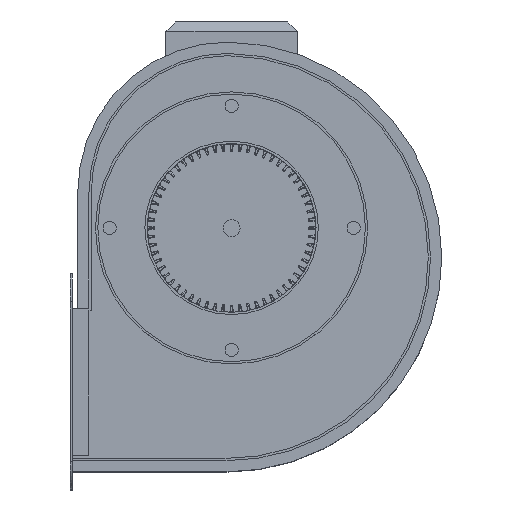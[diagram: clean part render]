
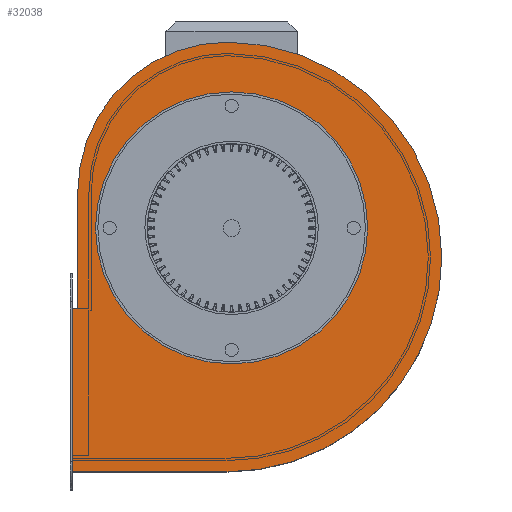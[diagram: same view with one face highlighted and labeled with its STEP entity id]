
A CAD part, top view. The second image highlights one B-rep face of the part: STEP entity #32038.
In plain terms, the highlighted planar face has unit normal (0, 0, 1).
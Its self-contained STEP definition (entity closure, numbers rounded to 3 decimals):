
#438 = VECTOR ( 'NONE', #17487, 1000. ) ;
#609 = ORIENTED_EDGE ( 'NONE', *, *, #15012, .F. ) ;
#645 = AXIS2_PLACEMENT_3D ( 'NONE', #17578, #10005, #38881 ) ;
#2351 = LINE ( 'NONE', #9748, #438 ) ;
#2361 = ORIENTED_EDGE ( 'NONE', *, *, #14171, .F. ) ;
#2824 = EDGE_LOOP ( 'NONE', ( #15253, #36883, #609, #29410, #24360, #28424, #3656 ) ) ;
#3102 = AXIS2_PLACEMENT_3D ( 'NONE', #7258, #11389, #47887 ) ;
#3656 = ORIENTED_EDGE ( 'NONE', *, *, #13724, .T. ) ;
#4177 = VERTEX_POINT ( 'NONE', #12209 ) ;
#5739 = DIRECTION ( 'NONE',  ( -1., 0., 0. ) ) ;
#6098 = AXIS2_PLACEMENT_3D ( 'NONE', #35708, #31033, #44252 ) ;
#6520 = DIRECTION ( 'NONE',  ( 0., 0., -1. ) ) ;
#6561 = VERTEX_POINT ( 'NONE', #39565 ) ;
#7258 = CARTESIAN_POINT ( 'NONE',  ( 0., 0., 44. ) ) ;
#7902 = CIRCLE ( 'NONE', #6098, 114.501 ) ;
#9748 = CARTESIAN_POINT ( 'NONE',  ( 0., -42.8, 44. ) ) ;
#10005 = DIRECTION ( 'NONE',  ( 0., 0., 1. ) ) ;
#10366 = EDGE_CURVE ( 'NONE', #16558, #13349, #24298, .T. ) ;
#11032 = CARTESIAN_POINT ( 'NONE',  ( -2., 99., 44. ) ) ;
#11128 = EDGE_LOOP ( 'NONE', ( #2361, #21100 ) ) ;
#11389 = DIRECTION ( 'NONE',  ( 0., 0., 1. ) ) ;
#12209 = CARTESIAN_POINT ( 'NONE',  ( -72.5, 0., 44. ) ) ;
#12357 = CARTESIAN_POINT ( 'NONE',  ( 0., 0., 44. ) ) ;
#12836 = DIRECTION ( 'NONE',  ( 0., -1., 0. ) ) ;
#13062 = CIRCLE ( 'NONE', #3102, 72.5 ) ;
#13068 = LINE ( 'NONE', #24608, #29819 ) ;
#13349 = VERTEX_POINT ( 'NONE', #14821 ) ;
#13522 = EDGE_CURVE ( 'NONE', #6561, #47005, #32611, .T. ) ;
#13724 = EDGE_CURVE ( 'NONE', #6561, #41794, #44931, .T. ) ;
#14171 = EDGE_CURVE ( 'NONE', #4177, #52632, #33826, .T. ) ;
#14439 = VERTEX_POINT ( 'NONE', #48465 ) ;
#14821 = CARTESIAN_POINT ( 'NONE',  ( -3., -130., 44. ) ) ;
#15012 = EDGE_CURVE ( 'NONE', #13349, #24811, #42834, .T. ) ;
#15253 = ORIENTED_EDGE ( 'NONE', *, *, #22243, .T. ) ;
#16491 = CARTESIAN_POINT ( 'NONE',  ( 112.001, -15.5, 44. ) ) ;
#16558 = VERTEX_POINT ( 'NONE', #16491 ) ;
#17487 = DIRECTION ( 'NONE',  ( -1., 0., 0. ) ) ;
#17578 = CARTESIAN_POINT ( 'NONE',  ( 0., 0., 44. ) ) ;
#17925 = CARTESIAN_POINT ( 'NONE',  ( -84.8, -130., 44. ) ) ;
#18761 = DIRECTION ( 'NONE',  ( 1., 0., 0. ) ) ;
#19820 = EDGE_CURVE ( 'NONE', #47005, #16558, #7902, .T. ) ;
#21058 = DIRECTION ( 'NONE',  ( 1., 0., 0. ) ) ;
#21100 = ORIENTED_EDGE ( 'NONE', *, *, #47035, .F. ) ;
#22168 = CARTESIAN_POINT ( 'NONE',  ( -82., -42.8, 44. ) ) ;
#22243 = EDGE_CURVE ( 'NONE', #41794, #14439, #2351, .T. ) ;
#24298 = CIRCLE ( 'NONE', #52070, 114.501 ) ;
#24360 = ORIENTED_EDGE ( 'NONE', *, *, #19820, .F. ) ;
#24608 = CARTESIAN_POINT ( 'NONE',  ( -84.8, 0., 44. ) ) ;
#24811 = VERTEX_POINT ( 'NONE', #17925 ) ;
#28424 = ORIENTED_EDGE ( 'NONE', *, *, #13522, .F. ) ;
#29410 = ORIENTED_EDGE ( 'NONE', *, *, #10366, .F. ) ;
#29819 = VECTOR ( 'NONE', #12836, 1000. ) ;
#31033 = DIRECTION ( 'NONE',  ( 0., 0., -1. ) ) ;
#31388 = CARTESIAN_POINT ( 'NONE',  ( -2.5, -15.5, 44. ) ) ;
#32038 = ADVANCED_FACE ( 'NONE', ( #32202, #43216 ), #45762, .T. ) ;
#32202 = FACE_OUTER_BOUND ( 'NONE', #2824, .T. ) ;
#32611 = CIRCLE ( 'NONE', #52900, 80. ) ;
#32914 = DIRECTION ( 'NONE',  ( 0., 0., 1. ) ) ;
#33487 = AXIS2_PLACEMENT_3D ( 'NONE', #12357, #32914, #21058 ) ;
#33826 = CIRCLE ( 'NONE', #645, 72.5 ) ;
#35187 = VECTOR ( 'NONE', #51627, 1000. ) ;
#35708 = CARTESIAN_POINT ( 'NONE',  ( -2.5, -15.5, 44. ) ) ;
#36883 = ORIENTED_EDGE ( 'NONE', *, *, #51913, .T. ) ;
#37109 = DIRECTION ( 'NONE',  ( 0., 0., -1. ) ) ;
#38881 = DIRECTION ( 'NONE',  ( 1., 0., 0. ) ) ;
#39565 = CARTESIAN_POINT ( 'NONE',  ( -82., 19., 44. ) ) ;
#40940 = CARTESIAN_POINT ( 'NONE',  ( 72.5, 0., 44. ) ) ;
#41794 = VERTEX_POINT ( 'NONE', #22168 ) ;
#42583 = CARTESIAN_POINT ( 'NONE',  ( -2., 19., 44. ) ) ;
#42834 = LINE ( 'NONE', #47071, #46718 ) ;
#43216 = FACE_BOUND ( 'NONE', #11128, .T. ) ;
#43474 = CARTESIAN_POINT ( 'NONE',  ( -82., 0., 44. ) ) ;
#44252 = DIRECTION ( 'NONE',  ( 1., 0., 0. ) ) ;
#44931 = LINE ( 'NONE', #43474, #35187 ) ;
#45762 = PLANE ( 'NONE',  #33487 ) ;
#46718 = VECTOR ( 'NONE', #5739, 1000. ) ;
#46904 = DIRECTION ( 'NONE',  ( 1., 0., 0. ) ) ;
#47005 = VERTEX_POINT ( 'NONE', #11032 ) ;
#47035 = EDGE_CURVE ( 'NONE', #52632, #4177, #13062, .T. ) ;
#47071 = CARTESIAN_POINT ( 'NONE',  ( 0., -130., 44. ) ) ;
#47887 = DIRECTION ( 'NONE',  ( 1., 0., 0. ) ) ;
#48465 = CARTESIAN_POINT ( 'NONE',  ( -84.8, -42.8, 44. ) ) ;
#51627 = DIRECTION ( 'NONE',  ( 0., -1., 0. ) ) ;
#51913 = EDGE_CURVE ( 'NONE', #14439, #24811, #13068, .T. ) ;
#52070 = AXIS2_PLACEMENT_3D ( 'NONE', #31388, #6520, #18761 ) ;
#52632 = VERTEX_POINT ( 'NONE', #40940 ) ;
#52900 = AXIS2_PLACEMENT_3D ( 'NONE', #42583, #37109, #46904 ) ;
